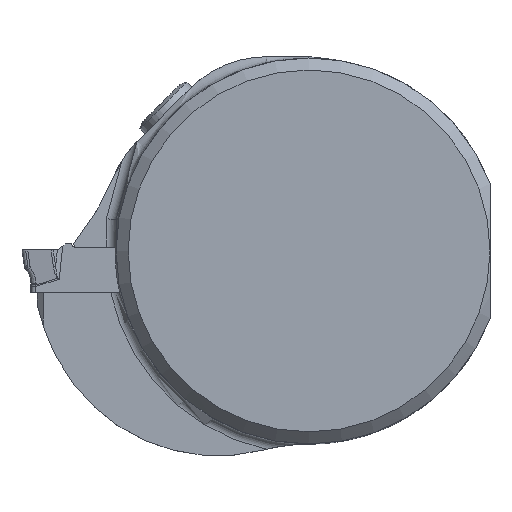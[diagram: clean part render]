
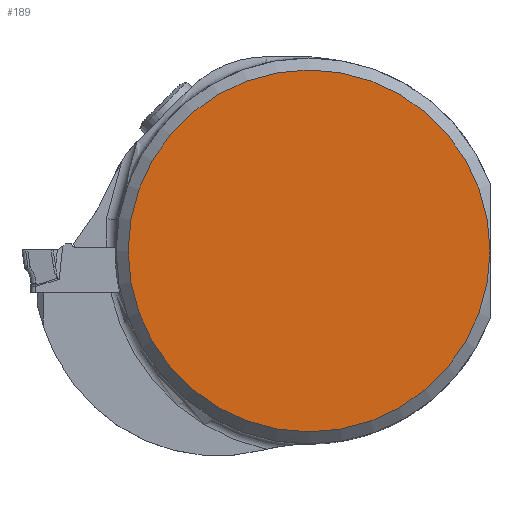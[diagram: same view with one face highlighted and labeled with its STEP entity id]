
A CAD part, top view. The second image highlights one B-rep face of the part: STEP entity #189.
In plain terms, the highlighted planar face has unit normal (0, 0, 1).
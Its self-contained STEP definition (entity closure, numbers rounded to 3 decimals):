
#189=ADVANCED_FACE('',(#375),#318,.F.);
#318=PLANE('',#2480);
#375=FACE_OUTER_BOUND('',#504,.T.);
#504=EDGE_LOOP('',(#882));
#780=CIRCLE('',#2477,15.);
#882=ORIENTED_EDGE('',*,*,#1764,.T.);
#1545=VERTEX_POINT('',#3369);
#1764=EDGE_CURVE('',#1545,#1545,#780,.T.);
#2477=AXIS2_PLACEMENT_3D('',#3370,#2728,#2729);
#2480=AXIS2_PLACEMENT_3D('',#3416,#2734,#2735);
#2728=DIRECTION('',(0.,0.,1.));
#2729=DIRECTION('',(-1.,0.,0.));
#2734=DIRECTION('',(0.,0.,-1.));
#2735=DIRECTION('',(-1.,0.,0.));
#3369=CARTESIAN_POINT('',(15.,0.,0.325));
#3370=CARTESIAN_POINT('',(0.,0.,0.325));
#3416=CARTESIAN_POINT('',(0.,0.,0.325));
